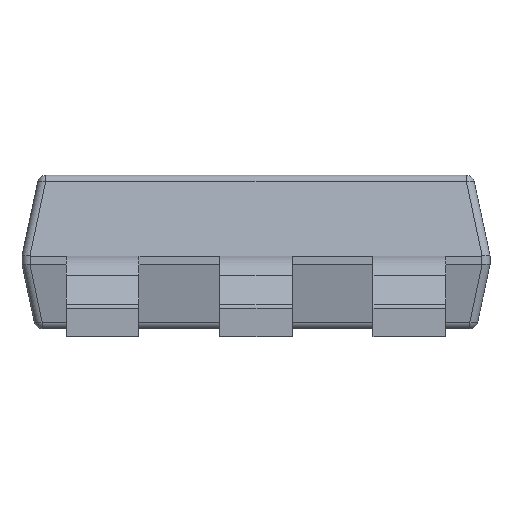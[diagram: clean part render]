
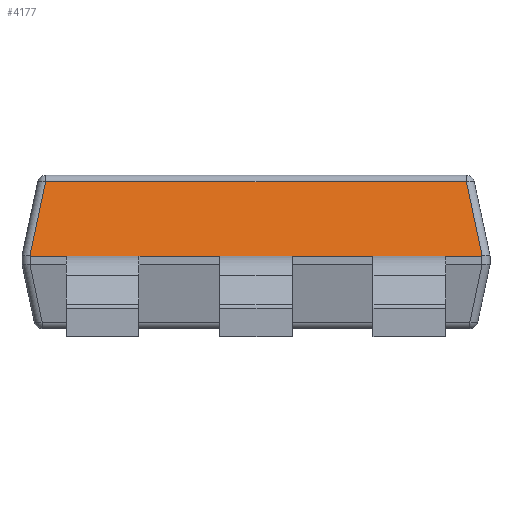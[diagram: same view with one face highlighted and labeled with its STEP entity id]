
A CAD part, left-side view. The second image highlights one B-rep face of the part: STEP entity #4177.
In plain terms, the highlighted planar face has unit normal (-0.978, 0, 0.208).
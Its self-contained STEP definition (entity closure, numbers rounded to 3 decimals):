
#15=ELLIPSE('',#4387,0.24,0.05);
#31=ELLIPSE('',#4405,0.24,0.05);
#299=FACE_OUTER_BOUND('',#526,.T.);
#526=EDGE_LOOP('',(#3262,#3263,#3264,#3265,#3266,#3267,#3268,#3269,#3270,
#3271,#3272,#3273));
#906=LINE('',#6373,#1399);
#908=LINE('',#6376,#1401);
#918=LINE('',#6413,#1411);
#934=LINE('',#6439,#1427);
#937=LINE('',#6445,#1430);
#938=LINE('',#6447,#1431);
#939=LINE('',#6449,#1432);
#940=LINE('',#6451,#1433);
#941=LINE('',#6453,#1434);
#942=LINE('',#6454,#1435);
#1399=VECTOR('',#5186,2.606);
#1401=VECTOR('',#5190,0.481);
#1411=VECTOR('',#5234,0.481);
#1427=VECTOR('',#5268,0.225);
#1430=VECTOR('',#5273,0.225);
#1431=VECTOR('',#5274,0.45);
#1432=VECTOR('',#5275,0.5);
#1433=VECTOR('',#5276,0.45);
#1434=VECTOR('',#5277,0.5);
#1435=VECTOR('',#5278,0.45);
#1804=VERTEX_POINT('',#6308);
#1805=VERTEX_POINT('',#6310);
#1817=VERTEX_POINT('',#6338);
#1824=VERTEX_POINT('',#6351);
#1825=VERTEX_POINT('',#6355);
#1830=VERTEX_POINT('',#6369);
#1841=VERTEX_POINT('',#6438);
#1843=VERTEX_POINT('',#6444);
#1844=VERTEX_POINT('',#6446);
#1845=VERTEX_POINT('',#6448);
#1846=VERTEX_POINT('',#6450);
#1847=VERTEX_POINT('',#6452);
#2280=EDGE_CURVE('',#1804,#1805,#15,.T.);
#2301=EDGE_CURVE('',#1824,#1817,#31,.T.);
#2311=EDGE_CURVE('',#1825,#1830,#906,.T.);
#2313=EDGE_CURVE('',#1830,#1824,#908,.T.);
#2332=EDGE_CURVE('',#1805,#1825,#918,.T.);
#2348=EDGE_CURVE('',#1841,#1817,#934,.T.);
#2351=EDGE_CURVE('',#1804,#1843,#937,.T.);
#2352=EDGE_CURVE('',#1844,#1843,#938,.T.);
#2353=EDGE_CURVE('',#1844,#1845,#939,.T.);
#2354=EDGE_CURVE('',#1846,#1845,#940,.T.);
#2355=EDGE_CURVE('',#1846,#1847,#941,.T.);
#2356=EDGE_CURVE('',#1841,#1847,#942,.T.);
#3262=ORIENTED_EDGE('',*,*,#2301,.F.);
#3263=ORIENTED_EDGE('',*,*,#2313,.F.);
#3264=ORIENTED_EDGE('',*,*,#2311,.F.);
#3265=ORIENTED_EDGE('',*,*,#2332,.F.);
#3266=ORIENTED_EDGE('',*,*,#2280,.F.);
#3267=ORIENTED_EDGE('',*,*,#2351,.T.);
#3268=ORIENTED_EDGE('',*,*,#2352,.F.);
#3269=ORIENTED_EDGE('',*,*,#2353,.T.);
#3270=ORIENTED_EDGE('',*,*,#2354,.F.);
#3271=ORIENTED_EDGE('',*,*,#2355,.T.);
#3272=ORIENTED_EDGE('',*,*,#2356,.F.);
#3273=ORIENTED_EDGE('',*,*,#2348,.T.);
#3827=PLANE('',#4446);
#4177=ADVANCED_FACE('',(#299),#3827,.T.);
#4387=AXIS2_PLACEMENT_3D('',#6311,#5117,#5118);
#4405=AXIS2_PLACEMENT_3D('',#6353,#5158,#5159);
#4446=AXIS2_PLACEMENT_3D('',#6443,#5271,#5272);
#5117=DIRECTION('center_axis',(0.978,0.,-0.208));
#5118=DIRECTION('ref_axis',(-0.208,0.,-0.978));
#5158=DIRECTION('center_axis',(0.978,0.,-0.208));
#5159=DIRECTION('ref_axis',(-0.208,0.,-0.978));
#5186=DIRECTION('',(0.,-1.,0.));
#5190=DIRECTION('',(-0.204,-0.204,-0.958));
#5234=DIRECTION('',(0.204,-0.204,0.958));
#5268=DIRECTION('',(0.,-1.,0.));
#5271=DIRECTION('center_axis',(-0.978,0.,0.208));
#5272=DIRECTION('ref_axis',(0.208,0.,0.978));
#5273=DIRECTION('',(0.,-1.,0.));
#5274=DIRECTION('',(0.,1.,0.));
#5275=DIRECTION('',(0.,-1.,0.));
#5276=DIRECTION('',(0.,1.,0.));
#5277=DIRECTION('',(0.,-1.,0.));
#5278=DIRECTION('',(0.,1.,0.));
#6308=CARTESIAN_POINT('',(-0.625,1.4,0.5));
#6310=CARTESIAN_POINT('',(-0.625,1.401,0.5));
#6311=CARTESIAN_POINT('Origin',(-0.575,1.4,0.735));
#6338=CARTESIAN_POINT('',(-0.625,-1.4,0.5));
#6351=CARTESIAN_POINT('',(-0.625,-1.401,0.5));
#6353=CARTESIAN_POINT('Origin',(-0.575,-1.4,0.735));
#6355=CARTESIAN_POINT('',(-0.527,1.303,0.96));
#6369=CARTESIAN_POINT('',(-0.527,-1.303,0.96));
#6373=CARTESIAN_POINT('',(-0.527,0.,0.96));
#6376=CARTESIAN_POINT('',(-0.54,-1.316,0.902));
#6413=CARTESIAN_POINT('',(-0.54,1.316,0.902));
#6438=CARTESIAN_POINT('',(-0.625,-1.175,0.5));
#6439=CARTESIAN_POINT('',(-0.625,0.,0.5));
#6443=CARTESIAN_POINT('Origin',(-0.572,0.,0.75));
#6444=CARTESIAN_POINT('',(-0.625,1.175,0.5));
#6445=CARTESIAN_POINT('',(-0.625,0.,0.5));
#6446=CARTESIAN_POINT('',(-0.625,0.725,0.5));
#6447=CARTESIAN_POINT('',(-0.625,0.,0.5));
#6448=CARTESIAN_POINT('',(-0.625,0.225,0.5));
#6449=CARTESIAN_POINT('',(-0.625,0.,0.5));
#6450=CARTESIAN_POINT('',(-0.625,-0.225,0.5));
#6451=CARTESIAN_POINT('',(-0.625,0.,0.5));
#6452=CARTESIAN_POINT('',(-0.625,-0.725,0.5));
#6453=CARTESIAN_POINT('',(-0.625,0.,0.5));
#6454=CARTESIAN_POINT('',(-0.625,0.,0.5));
